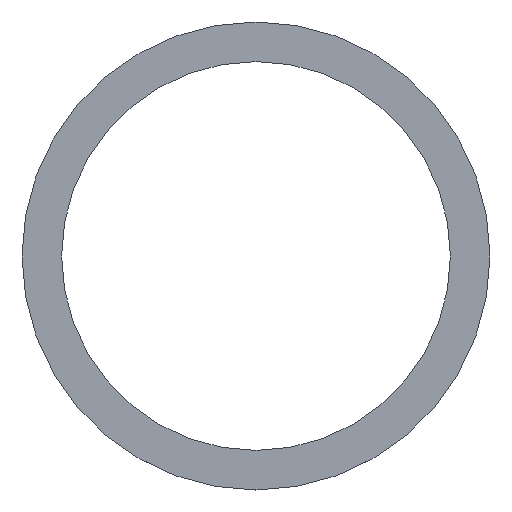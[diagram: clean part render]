
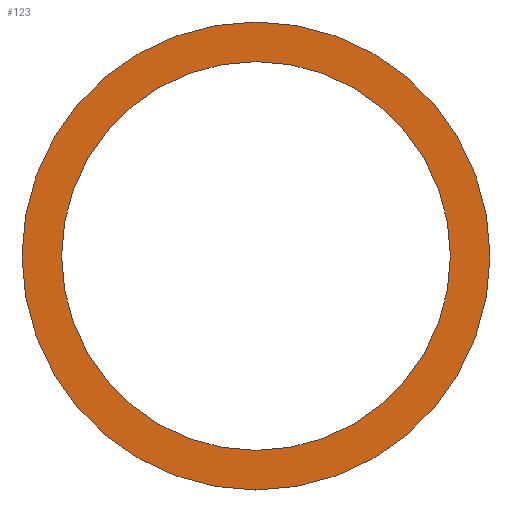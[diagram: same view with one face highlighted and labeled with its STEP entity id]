
A CAD part, top view. The second image highlights one B-rep face of the part: STEP entity #123.
In plain terms, the highlighted planar face has unit normal (0, 0, 1).
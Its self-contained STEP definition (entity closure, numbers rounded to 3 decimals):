
#52 = VERTEX_POINT('',#53);
#53 = CARTESIAN_POINT('',(32.09,-0.68,0.411));
#59 = EDGE_CURVE('',#52,#52,#60,.T.);
#60 = CIRCLE('',#61,32.5);
#61 = AXIS2_PLACEMENT_3D('',#62,#63,#64);
#62 = CARTESIAN_POINT('',(-0.41,-0.68,0.411));
#63 = DIRECTION('',(0.,0.,1.));
#64 = DIRECTION('',(1.,0.,-0.));
#85 = VERTEX_POINT('',#86);
#86 = CARTESIAN_POINT('',(26.59,-0.68,0.411));
#92 = EDGE_CURVE('',#85,#85,#93,.T.);
#93 = CIRCLE('',#94,27.);
#94 = AXIS2_PLACEMENT_3D('',#95,#96,#97);
#95 = CARTESIAN_POINT('',(-0.41,-0.68,0.411));
#96 = DIRECTION('',(0.,0.,1.));
#97 = DIRECTION('',(1.,0.,-0.));
#123 = ADVANCED_FACE('',(#124,#127),#130,.T.);
#124 = FACE_BOUND('',#125,.T.);
#125 = EDGE_LOOP('',(#126));
#126 = ORIENTED_EDGE('',*,*,#59,.T.);
#127 = FACE_BOUND('',#128,.T.);
#128 = EDGE_LOOP('',(#129));
#129 = ORIENTED_EDGE('',*,*,#92,.F.);
#130 = PLANE('',#131);
#131 = AXIS2_PLACEMENT_3D('',#132,#133,#134);
#132 = CARTESIAN_POINT('',(-0.41,-0.68,0.411));
#133 = DIRECTION('',(0.,0.,1.));
#134 = DIRECTION('',(1.,0.,-0.));
